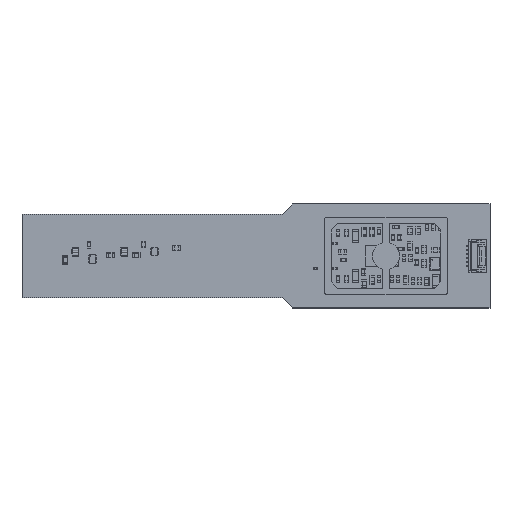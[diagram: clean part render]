
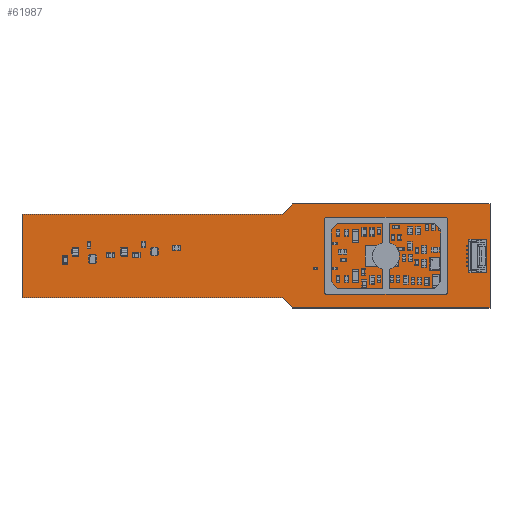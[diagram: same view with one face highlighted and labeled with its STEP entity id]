
A CAD part, top view. The second image highlights one B-rep face of the part: STEP entity #61987.
In plain terms, the highlighted planar face has unit normal (0, 0, 1).
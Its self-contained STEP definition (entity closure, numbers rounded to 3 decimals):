
#61365 = VERTEX_POINT('',#61366);
#61366 = CARTESIAN_POINT('',(100.,-100.,1.6));
#61373 = PLANE('',#61374);
#61374 = AXIS2_PLACEMENT_3D('',#61375,#61376,#61377);
#61375 = CARTESIAN_POINT('',(100.,-100.,0.));
#61376 = DIRECTION('',(1.,0.,0.));
#61377 = DIRECTION('',(0.,-1.,0.));
#61385 = PLANE('',#61386);
#61386 = AXIS2_PLACEMENT_3D('',#61387,#61388,#61389);
#61387 = CARTESIAN_POINT('',(162.5,-100.,0.));
#61388 = DIRECTION('',(0.,-1.,0.));
#61389 = DIRECTION('',(-1.,0.,0.));
#61397 = EDGE_CURVE('',#61365,#61398,#61400,.T.);
#61398 = VERTEX_POINT('',#61399);
#61399 = CARTESIAN_POINT('',(100.,-120.,1.6));
#61400 = SURFACE_CURVE('',#61401,(#61405,#61412),.PCURVE_S1.);
#61401 = LINE('',#61402,#61403);
#61402 = CARTESIAN_POINT('',(100.,-100.,1.6));
#61403 = VECTOR('',#61404,1.);
#61404 = DIRECTION('',(0.,-1.,0.));
#61405 = PCURVE('',#61373,#61406);
#61406 = DEFINITIONAL_REPRESENTATION('',(#61407),#61411);
#61407 = LINE('',#61408,#61409);
#61408 = CARTESIAN_POINT('',(0.,-1.6));
#61409 = VECTOR('',#61410,1.);
#61410 = DIRECTION('',(1.,0.));
#61411 = ( GEOMETRIC_REPRESENTATION_CONTEXT(2) 
PARAMETRIC_REPRESENTATION_CONTEXT() REPRESENTATION_CONTEXT('2D SPACE',''
  ) );
#61412 = PCURVE('',#61413,#61418);
#61413 = PLANE('',#61414);
#61414 = AXIS2_PLACEMENT_3D('',#61415,#61416,#61417);
#61415 = CARTESIAN_POINT('',(157.341,-110.,1.6));
#61416 = DIRECTION('',(0.,0.,1.));
#61417 = DIRECTION('',(1.,0.,0.));
#61418 = DEFINITIONAL_REPRESENTATION('',(#61419),#61423);
#61419 = LINE('',#61420,#61421);
#61420 = CARTESIAN_POINT('',(-57.341,10.));
#61421 = VECTOR('',#61422,1.);
#61422 = DIRECTION('',(0.,-1.));
#61423 = ( GEOMETRIC_REPRESENTATION_CONTEXT(2) 
PARAMETRIC_REPRESENTATION_CONTEXT() REPRESENTATION_CONTEXT('2D SPACE',''
  ) );
#61441 = PLANE('',#61442);
#61442 = AXIS2_PLACEMENT_3D('',#61443,#61444,#61445);
#61443 = CARTESIAN_POINT('',(100.,-120.,0.));
#61444 = DIRECTION('',(0.,1.,0.));
#61445 = DIRECTION('',(1.,0.,0.));
#61483 = EDGE_CURVE('',#61398,#61484,#61486,.T.);
#61484 = VERTEX_POINT('',#61485);
#61485 = CARTESIAN_POINT('',(162.5,-120.,1.6));
#61486 = SURFACE_CURVE('',#61487,(#61491,#61498),.PCURVE_S1.);
#61487 = LINE('',#61488,#61489);
#61488 = CARTESIAN_POINT('',(100.,-120.,1.6));
#61489 = VECTOR('',#61490,1.);
#61490 = DIRECTION('',(1.,0.,0.));
#61491 = PCURVE('',#61441,#61492);
#61492 = DEFINITIONAL_REPRESENTATION('',(#61493),#61497);
#61493 = LINE('',#61494,#61495);
#61494 = CARTESIAN_POINT('',(0.,-1.6));
#61495 = VECTOR('',#61496,1.);
#61496 = DIRECTION('',(1.,0.));
#61497 = ( GEOMETRIC_REPRESENTATION_CONTEXT(2) 
PARAMETRIC_REPRESENTATION_CONTEXT() REPRESENTATION_CONTEXT('2D SPACE',''
  ) );
#61498 = PCURVE('',#61413,#61499);
#61499 = DEFINITIONAL_REPRESENTATION('',(#61500),#61504);
#61500 = LINE('',#61501,#61502);
#61501 = CARTESIAN_POINT('',(-57.341,-10.));
#61502 = VECTOR('',#61503,1.);
#61503 = DIRECTION('',(1.,0.));
#61504 = ( GEOMETRIC_REPRESENTATION_CONTEXT(2) 
PARAMETRIC_REPRESENTATION_CONTEXT() REPRESENTATION_CONTEXT('2D SPACE',''
  ) );
#61522 = PLANE('',#61523);
#61523 = AXIS2_PLACEMENT_3D('',#61524,#61525,#61526);
#61524 = CARTESIAN_POINT('',(162.5,-120.,0.));
#61525 = DIRECTION('',(0.707,0.707,0.));
#61526 = DIRECTION('',(0.707,-0.707,0.));
#61559 = EDGE_CURVE('',#61484,#61560,#61562,.T.);
#61560 = VERTEX_POINT('',#61561);
#61561 = CARTESIAN_POINT('',(165.,-122.5,1.6));
#61562 = SURFACE_CURVE('',#61563,(#61567,#61574),.PCURVE_S1.);
#61563 = LINE('',#61564,#61565);
#61564 = CARTESIAN_POINT('',(162.5,-120.,1.6));
#61565 = VECTOR('',#61566,1.);
#61566 = DIRECTION('',(0.707,-0.707,0.));
#61567 = PCURVE('',#61522,#61568);
#61568 = DEFINITIONAL_REPRESENTATION('',(#61569),#61573);
#61569 = LINE('',#61570,#61571);
#61570 = CARTESIAN_POINT('',(0.,-1.6));
#61571 = VECTOR('',#61572,1.);
#61572 = DIRECTION('',(1.,0.));
#61573 = ( GEOMETRIC_REPRESENTATION_CONTEXT(2) 
PARAMETRIC_REPRESENTATION_CONTEXT() REPRESENTATION_CONTEXT('2D SPACE',''
  ) );
#61574 = PCURVE('',#61413,#61575);
#61575 = DEFINITIONAL_REPRESENTATION('',(#61576),#61580);
#61576 = LINE('',#61577,#61578);
#61577 = CARTESIAN_POINT('',(5.159,-10.));
#61578 = VECTOR('',#61579,1.);
#61579 = DIRECTION('',(0.707,-0.707));
#61580 = ( GEOMETRIC_REPRESENTATION_CONTEXT(2) 
PARAMETRIC_REPRESENTATION_CONTEXT() REPRESENTATION_CONTEXT('2D SPACE',''
  ) );
#61598 = PLANE('',#61599);
#61599 = AXIS2_PLACEMENT_3D('',#61600,#61601,#61602);
#61600 = CARTESIAN_POINT('',(165.,-122.5,0.));
#61601 = DIRECTION('',(0.,1.,0.));
#61602 = DIRECTION('',(1.,0.,0.));
#61635 = EDGE_CURVE('',#61560,#61636,#61638,.T.);
#61636 = VERTEX_POINT('',#61637);
#61637 = CARTESIAN_POINT('',(212.5,-122.5,1.6));
#61638 = SURFACE_CURVE('',#61639,(#61643,#61650),.PCURVE_S1.);
#61639 = LINE('',#61640,#61641);
#61640 = CARTESIAN_POINT('',(165.,-122.5,1.6));
#61641 = VECTOR('',#61642,1.);
#61642 = DIRECTION('',(1.,0.,0.));
#61643 = PCURVE('',#61598,#61644);
#61644 = DEFINITIONAL_REPRESENTATION('',(#61645),#61649);
#61645 = LINE('',#61646,#61647);
#61646 = CARTESIAN_POINT('',(0.,-1.6));
#61647 = VECTOR('',#61648,1.);
#61648 = DIRECTION('',(1.,0.));
#61649 = ( GEOMETRIC_REPRESENTATION_CONTEXT(2) 
PARAMETRIC_REPRESENTATION_CONTEXT() REPRESENTATION_CONTEXT('2D SPACE',''
  ) );
#61650 = PCURVE('',#61413,#61651);
#61651 = DEFINITIONAL_REPRESENTATION('',(#61652),#61656);
#61652 = LINE('',#61653,#61654);
#61653 = CARTESIAN_POINT('',(7.659,-12.5));
#61654 = VECTOR('',#61655,1.);
#61655 = DIRECTION('',(1.,0.));
#61656 = ( GEOMETRIC_REPRESENTATION_CONTEXT(2) 
PARAMETRIC_REPRESENTATION_CONTEXT() REPRESENTATION_CONTEXT('2D SPACE',''
  ) );
#61674 = PLANE('',#61675);
#61675 = AXIS2_PLACEMENT_3D('',#61676,#61677,#61678);
#61676 = CARTESIAN_POINT('',(212.5,-122.5,0.));
#61677 = DIRECTION('',(-1.,0.,0.));
#61678 = DIRECTION('',(0.,1.,0.));
#61711 = EDGE_CURVE('',#61636,#61712,#61714,.T.);
#61712 = VERTEX_POINT('',#61713);
#61713 = CARTESIAN_POINT('',(212.5,-97.5,1.6));
#61714 = SURFACE_CURVE('',#61715,(#61719,#61726),.PCURVE_S1.);
#61715 = LINE('',#61716,#61717);
#61716 = CARTESIAN_POINT('',(212.5,-122.5,1.6));
#61717 = VECTOR('',#61718,1.);
#61718 = DIRECTION('',(0.,1.,0.));
#61719 = PCURVE('',#61674,#61720);
#61720 = DEFINITIONAL_REPRESENTATION('',(#61721),#61725);
#61721 = LINE('',#61722,#61723);
#61722 = CARTESIAN_POINT('',(0.,-1.6));
#61723 = VECTOR('',#61724,1.);
#61724 = DIRECTION('',(1.,0.));
#61725 = ( GEOMETRIC_REPRESENTATION_CONTEXT(2) 
PARAMETRIC_REPRESENTATION_CONTEXT() REPRESENTATION_CONTEXT('2D SPACE',''
  ) );
#61726 = PCURVE('',#61413,#61727);
#61727 = DEFINITIONAL_REPRESENTATION('',(#61728),#61732);
#61728 = LINE('',#61729,#61730);
#61729 = CARTESIAN_POINT('',(55.159,-12.5));
#61730 = VECTOR('',#61731,1.);
#61731 = DIRECTION('',(0.,1.));
#61732 = ( GEOMETRIC_REPRESENTATION_CONTEXT(2) 
PARAMETRIC_REPRESENTATION_CONTEXT() REPRESENTATION_CONTEXT('2D SPACE',''
  ) );
#61750 = PLANE('',#61751);
#61751 = AXIS2_PLACEMENT_3D('',#61752,#61753,#61754);
#61752 = CARTESIAN_POINT('',(212.5,-97.5,0.));
#61753 = DIRECTION('',(0.,-1.,0.));
#61754 = DIRECTION('',(-1.,0.,0.));
#61787 = EDGE_CURVE('',#61712,#61788,#61790,.T.);
#61788 = VERTEX_POINT('',#61789);
#61789 = CARTESIAN_POINT('',(165.,-97.5,1.6));
#61790 = SURFACE_CURVE('',#61791,(#61795,#61802),.PCURVE_S1.);
#61791 = LINE('',#61792,#61793);
#61792 = CARTESIAN_POINT('',(212.5,-97.5,1.6));
#61793 = VECTOR('',#61794,1.);
#61794 = DIRECTION('',(-1.,0.,0.));
#61795 = PCURVE('',#61750,#61796);
#61796 = DEFINITIONAL_REPRESENTATION('',(#61797),#61801);
#61797 = LINE('',#61798,#61799);
#61798 = CARTESIAN_POINT('',(0.,-1.6));
#61799 = VECTOR('',#61800,1.);
#61800 = DIRECTION('',(1.,0.));
#61801 = ( GEOMETRIC_REPRESENTATION_CONTEXT(2) 
PARAMETRIC_REPRESENTATION_CONTEXT() REPRESENTATION_CONTEXT('2D SPACE',''
  ) );
#61802 = PCURVE('',#61413,#61803);
#61803 = DEFINITIONAL_REPRESENTATION('',(#61804),#61808);
#61804 = LINE('',#61805,#61806);
#61805 = CARTESIAN_POINT('',(55.159,12.5));
#61806 = VECTOR('',#61807,1.);
#61807 = DIRECTION('',(-1.,0.));
#61808 = ( GEOMETRIC_REPRESENTATION_CONTEXT(2) 
PARAMETRIC_REPRESENTATION_CONTEXT() REPRESENTATION_CONTEXT('2D SPACE',''
  ) );
#61826 = PLANE('',#61827);
#61827 = AXIS2_PLACEMENT_3D('',#61828,#61829,#61830);
#61828 = CARTESIAN_POINT('',(165.,-97.5,0.));
#61829 = DIRECTION('',(0.707,-0.707,0.));
#61830 = DIRECTION('',(-0.707,-0.707,0.));
#61863 = EDGE_CURVE('',#61788,#61864,#61866,.T.);
#61864 = VERTEX_POINT('',#61865);
#61865 = CARTESIAN_POINT('',(162.5,-100.,1.6));
#61866 = SURFACE_CURVE('',#61867,(#61871,#61878),.PCURVE_S1.);
#61867 = LINE('',#61868,#61869);
#61868 = CARTESIAN_POINT('',(165.,-97.5,1.6));
#61869 = VECTOR('',#61870,1.);
#61870 = DIRECTION('',(-0.707,-0.707,0.));
#61871 = PCURVE('',#61826,#61872);
#61872 = DEFINITIONAL_REPRESENTATION('',(#61873),#61877);
#61873 = LINE('',#61874,#61875);
#61874 = CARTESIAN_POINT('',(0.,-1.6));
#61875 = VECTOR('',#61876,1.);
#61876 = DIRECTION('',(1.,0.));
#61877 = ( GEOMETRIC_REPRESENTATION_CONTEXT(2) 
PARAMETRIC_REPRESENTATION_CONTEXT() REPRESENTATION_CONTEXT('2D SPACE',''
  ) );
#61878 = PCURVE('',#61413,#61879);
#61879 = DEFINITIONAL_REPRESENTATION('',(#61880),#61884);
#61880 = LINE('',#61881,#61882);
#61881 = CARTESIAN_POINT('',(7.659,12.5));
#61882 = VECTOR('',#61883,1.);
#61883 = DIRECTION('',(-0.707,-0.707));
#61884 = ( GEOMETRIC_REPRESENTATION_CONTEXT(2) 
PARAMETRIC_REPRESENTATION_CONTEXT() REPRESENTATION_CONTEXT('2D SPACE',''
  ) );
#61934 = EDGE_CURVE('',#61864,#61365,#61935,.T.);
#61935 = SURFACE_CURVE('',#61936,(#61940,#61947),.PCURVE_S1.);
#61936 = LINE('',#61937,#61938);
#61937 = CARTESIAN_POINT('',(162.5,-100.,1.6));
#61938 = VECTOR('',#61939,1.);
#61939 = DIRECTION('',(-1.,0.,0.));
#61940 = PCURVE('',#61385,#61941);
#61941 = DEFINITIONAL_REPRESENTATION('',(#61942),#61946);
#61942 = LINE('',#61943,#61944);
#61943 = CARTESIAN_POINT('',(0.,-1.6));
#61944 = VECTOR('',#61945,1.);
#61945 = DIRECTION('',(1.,0.));
#61946 = ( GEOMETRIC_REPRESENTATION_CONTEXT(2) 
PARAMETRIC_REPRESENTATION_CONTEXT() REPRESENTATION_CONTEXT('2D SPACE',''
  ) );
#61947 = PCURVE('',#61413,#61948);
#61948 = DEFINITIONAL_REPRESENTATION('',(#61949),#61953);
#61949 = LINE('',#61950,#61951);
#61950 = CARTESIAN_POINT('',(5.159,10.));
#61951 = VECTOR('',#61952,1.);
#61952 = DIRECTION('',(-1.,0.));
#61953 = ( GEOMETRIC_REPRESENTATION_CONTEXT(2) 
PARAMETRIC_REPRESENTATION_CONTEXT() REPRESENTATION_CONTEXT('2D SPACE',''
  ) );
#61987 = ADVANCED_FACE('',(#61988),#61413,.T.);
#61988 = FACE_BOUND('',#61989,.T.);
#61989 = EDGE_LOOP('',(#61990,#61991,#61992,#61993,#61994,#61995,#61996,
    #61997));
#61990 = ORIENTED_EDGE('',*,*,#61397,.T.);
#61991 = ORIENTED_EDGE('',*,*,#61483,.T.);
#61992 = ORIENTED_EDGE('',*,*,#61559,.T.);
#61993 = ORIENTED_EDGE('',*,*,#61635,.T.);
#61994 = ORIENTED_EDGE('',*,*,#61711,.T.);
#61995 = ORIENTED_EDGE('',*,*,#61787,.T.);
#61996 = ORIENTED_EDGE('',*,*,#61863,.T.);
#61997 = ORIENTED_EDGE('',*,*,#61934,.T.);
